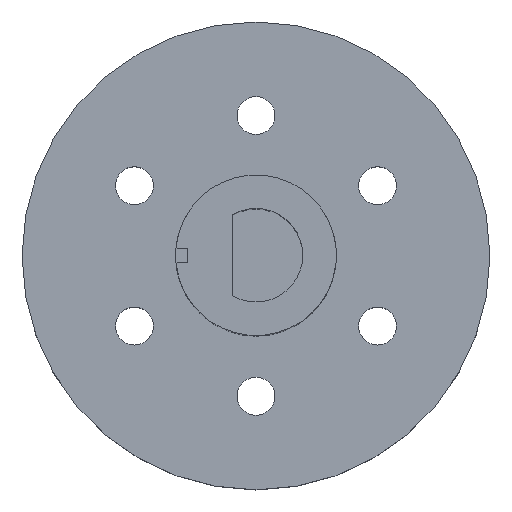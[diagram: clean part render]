
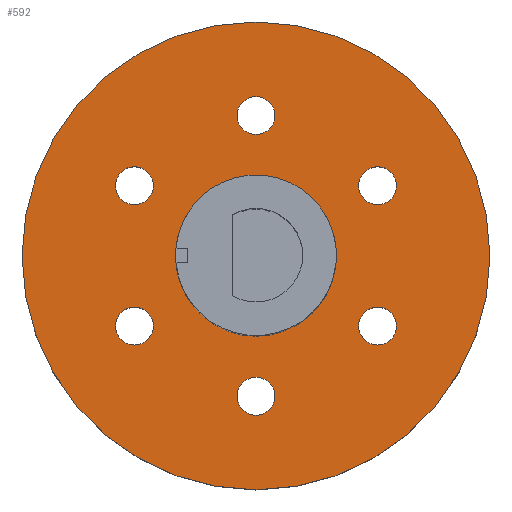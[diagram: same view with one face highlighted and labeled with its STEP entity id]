
A CAD part, top view. The second image highlights one B-rep face of the part: STEP entity #592.
In plain terms, the highlighted planar face has unit normal (0, 0, 1).
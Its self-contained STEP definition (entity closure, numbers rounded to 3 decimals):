
#23=FACE_BOUND('',#172,.T.);
#24=FACE_BOUND('',#173,.T.);
#25=FACE_BOUND('',#174,.T.);
#26=FACE_BOUND('',#175,.T.);
#27=FACE_BOUND('',#176,.T.);
#28=FACE_BOUND('',#177,.T.);
#29=FACE_BOUND('',#178,.T.);
#57=CIRCLE('',#621,6.868);
#58=CIRCLE('',#622,6.868);
#65=CIRCLE('',#632,1.621);
#71=CIRCLE('',#641,1.621);
#77=CIRCLE('',#650,1.621);
#83=CIRCLE('',#659,1.621);
#89=CIRCLE('',#668,1.621);
#95=CIRCLE('',#677,1.621);
#99=CIRCLE('',#687,20.);
#100=CIRCLE('',#688,20.);
#132=FACE_OUTER_BOUND('',#171,.T.);
#171=EDGE_LOOP('',(#524,#525));
#172=EDGE_LOOP('',(#526));
#173=EDGE_LOOP('',(#527));
#174=EDGE_LOOP('',(#528));
#175=EDGE_LOOP('',(#529));
#176=EDGE_LOOP('',(#530));
#177=EDGE_LOOP('',(#531));
#178=EDGE_LOOP('',(#532,#533));
#258=VERTEX_POINT('',#934);
#259=VERTEX_POINT('',#936);
#265=VERTEX_POINT('',#973);
#271=VERTEX_POINT('',#990);
#277=VERTEX_POINT('',#1007);
#283=VERTEX_POINT('',#1024);
#289=VERTEX_POINT('',#1041);
#295=VERTEX_POINT('',#1058);
#301=VERTEX_POINT('',#1080);
#302=VERTEX_POINT('',#1081);
#321=EDGE_CURVE('',#259,#258,#57,.T.);
#322=EDGE_CURVE('',#258,#259,#58,.T.);
#332=EDGE_CURVE('',#265,#265,#65,.T.);
#340=EDGE_CURVE('',#271,#271,#71,.T.);
#348=EDGE_CURVE('',#277,#277,#77,.T.);
#356=EDGE_CURVE('',#283,#283,#83,.T.);
#364=EDGE_CURVE('',#289,#289,#89,.T.);
#372=EDGE_CURVE('',#295,#295,#95,.T.);
#381=EDGE_CURVE('',#301,#302,#99,.T.);
#382=EDGE_CURVE('',#302,#301,#100,.T.);
#524=ORIENTED_EDGE('',*,*,#381,.T.);
#525=ORIENTED_EDGE('',*,*,#382,.T.);
#526=ORIENTED_EDGE('',*,*,#332,.T.);
#527=ORIENTED_EDGE('',*,*,#340,.T.);
#528=ORIENTED_EDGE('',*,*,#348,.T.);
#529=ORIENTED_EDGE('',*,*,#356,.T.);
#530=ORIENTED_EDGE('',*,*,#364,.T.);
#531=ORIENTED_EDGE('',*,*,#372,.T.);
#532=ORIENTED_EDGE('',*,*,#321,.T.);
#533=ORIENTED_EDGE('',*,*,#322,.T.);
#561=PLANE('',#691);
#592=ADVANCED_FACE('',(#132,#23,#24,#25,#26,#27,#28,#29),#561,.T.);
#621=AXIS2_PLACEMENT_3D('',#937,#721,#722);
#622=AXIS2_PLACEMENT_3D('',#938,#723,#724);
#632=AXIS2_PLACEMENT_3D('',#975,#745,#746);
#641=AXIS2_PLACEMENT_3D('',#992,#765,#766);
#650=AXIS2_PLACEMENT_3D('',#1009,#785,#786);
#659=AXIS2_PLACEMENT_3D('',#1026,#805,#806);
#668=AXIS2_PLACEMENT_3D('',#1043,#825,#826);
#677=AXIS2_PLACEMENT_3D('',#1060,#845,#846);
#687=AXIS2_PLACEMENT_3D('',#1082,#870,#871);
#688=AXIS2_PLACEMENT_3D('',#1083,#872,#873);
#691=AXIS2_PLACEMENT_3D('',#1089,#879,#880);
#721=DIRECTION('center_axis',(0.,0.,-1.));
#722=DIRECTION('ref_axis',(1.,0.,0.));
#723=DIRECTION('center_axis',(0.,0.,-1.));
#724=DIRECTION('ref_axis',(1.,0.,0.));
#745=DIRECTION('center_axis',(0.,0.,-1.));
#746=DIRECTION('ref_axis',(-0.5,0.866,0.));
#765=DIRECTION('center_axis',(0.,0.,-1.));
#766=DIRECTION('ref_axis',(0.5,0.866,0.));
#785=DIRECTION('center_axis',(0.,0.,-1.));
#786=DIRECTION('ref_axis',(1.,0.,0.));
#805=DIRECTION('center_axis',(0.,0.,-1.));
#806=DIRECTION('ref_axis',(0.5,-0.866,0.));
#825=DIRECTION('center_axis',(0.,0.,-1.));
#826=DIRECTION('ref_axis',(-0.5,-0.866,0.));
#845=DIRECTION('center_axis',(0.,0.,-1.));
#846=DIRECTION('ref_axis',(-1.,0.,0.));
#870=DIRECTION('center_axis',(0.,0.,1.));
#871=DIRECTION('ref_axis',(1.,0.,0.));
#872=DIRECTION('center_axis',(0.,0.,1.));
#873=DIRECTION('ref_axis',(1.,0.,0.));
#879=DIRECTION('center_axis',(0.,0.,1.));
#880=DIRECTION('ref_axis',(1.,0.,0.));
#934=CARTESIAN_POINT('',(-6.868,0.,8.));
#936=CARTESIAN_POINT('',(6.868,0.,8.));
#937=CARTESIAN_POINT('Origin',(0.,0.,8.));
#938=CARTESIAN_POINT('Origin',(0.,0.,8.));
#973=CARTESIAN_POINT('',(11.203,4.596,8.));
#975=CARTESIAN_POINT('Origin',(10.392,6.,8.));
#990=CARTESIAN_POINT('',(9.582,-7.404,8.));
#992=CARTESIAN_POINT('Origin',(10.392,-6.,8.));
#1007=CARTESIAN_POINT('',(-1.621,-12.,8.));
#1009=CARTESIAN_POINT('Origin',(0.,-12.,8.));
#1024=CARTESIAN_POINT('',(-11.203,-4.596,8.));
#1026=CARTESIAN_POINT('Origin',(-10.392,-6.,8.));
#1041=CARTESIAN_POINT('',(-9.582,7.404,8.));
#1043=CARTESIAN_POINT('Origin',(-10.392,6.,8.));
#1058=CARTESIAN_POINT('',(1.621,12.,8.));
#1060=CARTESIAN_POINT('Origin',(0.,12.,8.));
#1080=CARTESIAN_POINT('',(20.,0.,8.));
#1081=CARTESIAN_POINT('',(-20.,0.,8.));
#1082=CARTESIAN_POINT('Origin',(0.,0.,8.));
#1083=CARTESIAN_POINT('Origin',(0.,0.,8.));
#1089=CARTESIAN_POINT('Origin',(0.,0.,8.));
